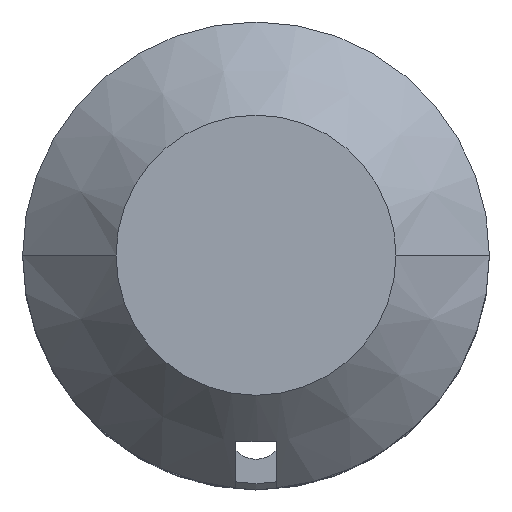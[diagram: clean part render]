
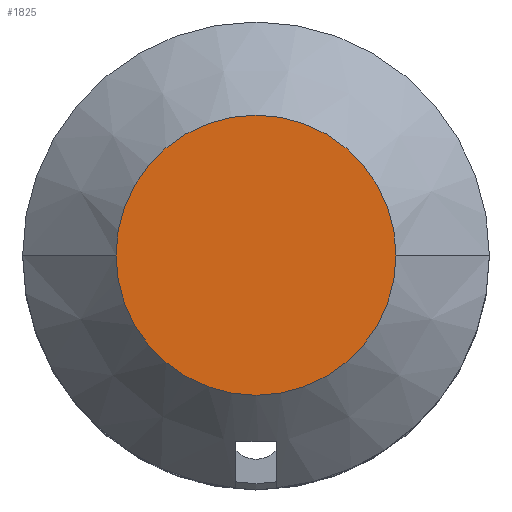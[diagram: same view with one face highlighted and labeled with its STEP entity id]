
A CAD part, top view. The second image highlights one B-rep face of the part: STEP entity #1825.
In plain terms, the highlighted planar face has unit normal (0, 0, 1).
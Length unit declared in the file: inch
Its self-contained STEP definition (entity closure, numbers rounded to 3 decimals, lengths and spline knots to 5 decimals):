
#16 = CARTESIAN_POINT ( 'NONE',  ( 0.225, 0., 0. ) ) ;
#109 = ORIENTED_EDGE ( 'NONE', *, *, #592, .T. ) ;
#141 = CARTESIAN_POINT ( 'NONE',  ( 0., 0., 0. ) ) ;
#236 = CIRCLE ( 'NONE', #1034, 0.225 ) ;
#283 = ORIENTED_EDGE ( 'NONE', *, *, #806, .T. ) ;
#539 = PLANE ( 'NONE',  #1934 ) ;
#592 = EDGE_CURVE ( 'NONE', #2063, #1305, #599, .T. ) ;
#593 = DIRECTION ( 'NONE',  ( 1., 0., 0. ) ) ;
#599 = CIRCLE ( 'NONE', #1744, 0.225 ) ;
#755 = CARTESIAN_POINT ( 'NONE',  ( 0., 0., 0. ) ) ;
#806 = EDGE_CURVE ( 'NONE', #1305, #2063, #236, .T. ) ;
#831 = DIRECTION ( 'NONE',  ( 0., 0., 1. ) ) ;
#936 = DIRECTION ( 'NONE',  ( 0., 0., 1. ) ) ;
#977 = CARTESIAN_POINT ( 'NONE',  ( -0.225, 0., 0. ) ) ;
#1034 = AXIS2_PLACEMENT_3D ( 'NONE', #755, #936, #593 ) ;
#1075 = EDGE_LOOP ( 'NONE', ( #109, #283 ) ) ;
#1078 = CARTESIAN_POINT ( 'NONE',  ( 0.375, 0., 0. ) ) ;
#1087 = DIRECTION ( 'NONE',  ( 0., 0., 1. ) ) ;
#1305 = VERTEX_POINT ( 'NONE', #16 ) ;
#1561 = DIRECTION ( 'NONE',  ( 1., 0., 0. ) ) ;
#1744 = AXIS2_PLACEMENT_3D ( 'NONE', #141, #831, #1561 ) ;
#1825 = ADVANCED_FACE ( 'NONE', ( #2299 ), #539, .T. ) ;
#1934 = AXIS2_PLACEMENT_3D ( 'NONE', #1078, #1087, #2365 ) ;
#2063 = VERTEX_POINT ( 'NONE', #977 ) ;
#2299 = FACE_OUTER_BOUND ( 'NONE', #1075, .T. ) ;
#2365 = DIRECTION ( 'NONE',  ( 1., 0., 0. ) ) ;
